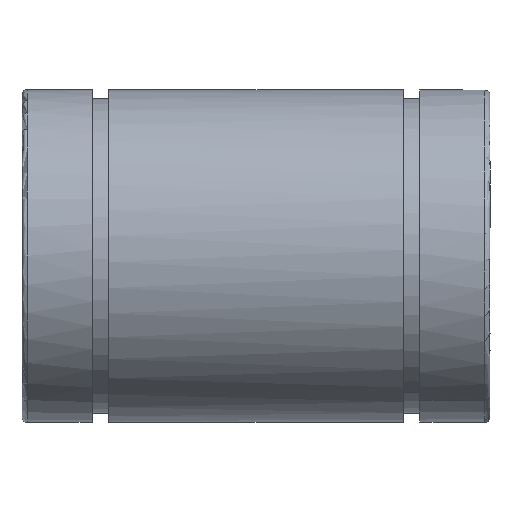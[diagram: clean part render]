
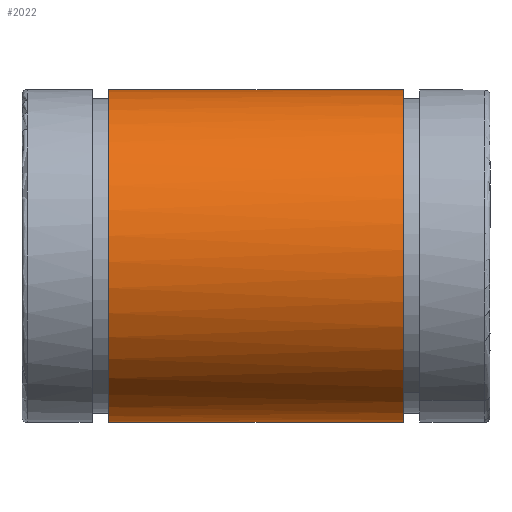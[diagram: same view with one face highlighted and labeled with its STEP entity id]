
A CAD part, front view. The second image highlights one B-rep face of the part: STEP entity #2022.
In plain terms, the highlighted cylindrical face has radius 16 mm (diameter 32 mm), a partial arc.
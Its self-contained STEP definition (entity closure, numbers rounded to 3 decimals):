
#2014=AXIS2_PLACEMENT_3D('Cylinder Axis2P3D',#2011,#2012,#2013) ;
#1352=CARTESIAN_POINT('Vertex',(8.35,0.,-16.)) ;
#1356=CARTESIAN_POINT('Control Point',(8.35,0.,16.)) ;
#1357=CARTESIAN_POINT('Control Point',(8.35,-1.568,16.)) ;
#1358=CARTESIAN_POINT('Control Point',(8.35,-3.135,15.808)) ;
#1359=CARTESIAN_POINT('Control Point',(8.35,-4.672,15.424)) ;
#1360=CARTESIAN_POINT('Control Point',(8.35,-7.619,14.288)) ;
#1361=CARTESIAN_POINT('Control Point',(8.35,-10.205,12.473)) ;
#1362=CARTESIAN_POINT('Control Point',(8.35,-11.38,11.412)) ;
#1363=CARTESIAN_POINT('Control Point',(8.35,-13.446,9.022)) ;
#1364=CARTESIAN_POINT('Control Point',(8.35,-14.874,6.205)) ;
#1365=CARTESIAN_POINT('Control Point',(8.35,-15.411,4.715)) ;
#1366=CARTESIAN_POINT('Control Point',(8.35,-16.109,1.634)) ;
#1367=CARTESIAN_POINT('Control Point',(8.35,-16.044,-1.524)) ;
#1368=CARTESIAN_POINT('Control Point',(8.35,-15.817,-3.091)) ;
#1369=CARTESIAN_POINT('Control Point',(8.35,-14.984,-6.138)) ;
#1370=CARTESIAN_POINT('Control Point',(8.35,-13.44,-8.894)) ;
#1371=CARTESIAN_POINT('Control Point',(8.35,-12.502,-10.17)) ;
#1372=CARTESIAN_POINT('Control Point',(8.35,-10.333,-12.466)) ;
#1373=CARTESIAN_POINT('Control Point',(8.35,-7.674,-14.171)) ;
#1374=CARTESIAN_POINT('Control Point',(8.35,-6.246,-14.856)) ;
#1375=CARTESIAN_POINT('Control Point',(8.35,-4.131,-15.567)) ;
#1376=CARTESIAN_POINT('Control Point',(8.35,-1.939,-15.902)) ;
#1377=CARTESIAN_POINT('Control Point',(8.35,-1.294,-15.967)) ;
#1378=CARTESIAN_POINT('Control Point',(8.35,-0.647,-16.)) ;
#1379=CARTESIAN_POINT('Control Point',(8.35,0.,-16.)) ;
#1380=CARTESIAN_POINT('Vertex',(8.35,0.,16.)) ;
#1452=CARTESIAN_POINT('Line Origine',(22.5,0.,16.)) ;
#1456=CARTESIAN_POINT('Vertex',(36.65,0.,16.)) ;
#1477=CARTESIAN_POINT('Control Point',(36.65,0.,-16.)) ;
#1478=CARTESIAN_POINT('Control Point',(36.65,-1.568,-16.)) ;
#1479=CARTESIAN_POINT('Control Point',(36.65,-3.135,-15.808)) ;
#1480=CARTESIAN_POINT('Control Point',(36.65,-4.672,-15.424)) ;
#1481=CARTESIAN_POINT('Control Point',(36.65,-7.619,-14.288)) ;
#1482=CARTESIAN_POINT('Control Point',(36.65,-10.205,-12.473)) ;
#1483=CARTESIAN_POINT('Control Point',(36.65,-11.38,-11.412)) ;
#1484=CARTESIAN_POINT('Control Point',(36.65,-13.446,-9.022)) ;
#1485=CARTESIAN_POINT('Control Point',(36.65,-14.874,-6.205)) ;
#1486=CARTESIAN_POINT('Control Point',(36.65,-15.411,-4.715)) ;
#1487=CARTESIAN_POINT('Control Point',(36.65,-16.109,-1.634)) ;
#1488=CARTESIAN_POINT('Control Point',(36.65,-16.044,1.524)) ;
#1489=CARTESIAN_POINT('Control Point',(36.65,-15.817,3.091)) ;
#1490=CARTESIAN_POINT('Control Point',(36.65,-14.984,6.138)) ;
#1491=CARTESIAN_POINT('Control Point',(36.65,-13.44,8.894)) ;
#1492=CARTESIAN_POINT('Control Point',(36.65,-12.502,10.17)) ;
#1493=CARTESIAN_POINT('Control Point',(36.65,-10.333,12.466)) ;
#1494=CARTESIAN_POINT('Control Point',(36.65,-7.674,14.171)) ;
#1495=CARTESIAN_POINT('Control Point',(36.65,-6.246,14.856)) ;
#1496=CARTESIAN_POINT('Control Point',(36.65,-4.131,15.567)) ;
#1497=CARTESIAN_POINT('Control Point',(36.65,-1.939,15.902)) ;
#1498=CARTESIAN_POINT('Control Point',(36.65,-1.294,15.967)) ;
#1499=CARTESIAN_POINT('Control Point',(36.65,-0.647,16.)) ;
#1500=CARTESIAN_POINT('Control Point',(36.65,0.,16.)) ;
#1501=CARTESIAN_POINT('Vertex',(36.65,0.,-16.)) ;
#1824=CARTESIAN_POINT('Line Origine',(22.5,0.,-16.)) ;
#2011=CARTESIAN_POINT('Axis2P3D Location',(22.5,0.,0.)) ;
#1453=DIRECTION('Vector Direction',(1.,0.,0.)) ;
#1825=DIRECTION('Vector Direction',(1.,0.,0.)) ;
#2012=DIRECTION('Axis2P3D Direction',(1.,0.,0.)) ;
#2013=DIRECTION('Axis2P3D XDirection',(0.,0.,1.)) ;
#1454=VECTOR('Line Direction',#1453,1.) ;
#1826=VECTOR('Line Direction',#1825,1.) ;
#2017=ORIENTED_EDGE('',*,*,#1828,.T.) ;
#2018=ORIENTED_EDGE('',*,*,#1503,.T.) ;
#2019=ORIENTED_EDGE('',*,*,#1458,.T.) ;
#2020=ORIENTED_EDGE('',*,*,#1382,.T.) ;
#2022=ADVANCED_FACE('',(#2021),#2015,.T.) ;
#1355=B_SPLINE_CURVE_WITH_KNOTS('',5,(#1356,#1357,#1358,#1359,#1360,#1361,#1362,#1363,#1364,#1365,#1366,#1367,#1368,#1369,#1370,#1371,#1372,#1373,#1374,#1375,#1376,#1377,#1378,#1379),.UNSPECIFIED.,.F.,.U.,(6,3,3,3,3,3,3,6),(0.,11.085,22.17,33.255,44.34,55.425,66.51,71.085),.UNSPECIFIED.) ;
#1476=B_SPLINE_CURVE_WITH_KNOTS('',5,(#1477,#1478,#1479,#1480,#1481,#1482,#1483,#1484,#1485,#1486,#1487,#1488,#1489,#1490,#1491,#1492,#1493,#1494,#1495,#1496,#1497,#1498,#1499,#1500),.UNSPECIFIED.,.F.,.U.,(6,3,3,3,3,3,3,6),(0.,11.085,22.17,33.255,44.34,55.425,66.51,71.085),.UNSPECIFIED.) ;
#2015=CYLINDRICAL_SURFACE('generated cylinder',#2014,16.) ;
#1382=EDGE_CURVE('',#1381,#1353,#1355,.T.) ;
#1458=EDGE_CURVE('',#1457,#1381,#1455,.F.) ;
#1503=EDGE_CURVE('',#1502,#1457,#1476,.T.) ;
#1828=EDGE_CURVE('',#1353,#1502,#1827,.T.) ;
#2016=EDGE_LOOP('',(#2017,#2018,#2019,#2020)) ;
#2021=FACE_OUTER_BOUND('',#2016,.T.) ;
#1455=LINE('Line',#1452,#1454) ;
#1827=LINE('Line',#1824,#1826) ;
#1353=VERTEX_POINT('',#1352) ;
#1381=VERTEX_POINT('',#1380) ;
#1457=VERTEX_POINT('',#1456) ;
#1502=VERTEX_POINT('',#1501) ;
